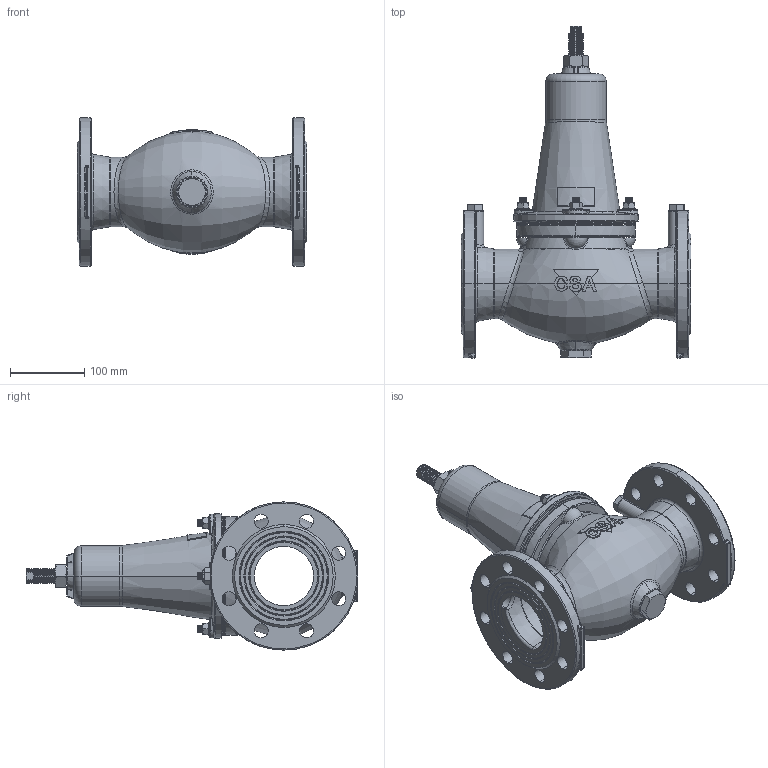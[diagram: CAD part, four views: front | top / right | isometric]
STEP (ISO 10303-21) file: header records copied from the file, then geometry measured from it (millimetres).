
FILE_DESCRIPTION (( 'STEP AP214' ), '1' );
FILE_NAME ('surfaces VRCD VSM DN80.STEP', '2017-08-29T14:54:14', ( '' ), ( '' ), 'SwSTEP 2.0', 'SolidWorks 2017', '' );
FILE_SCHEMA (( 'AUTOMOTIVE_DESIGN' ));
Length unit declared in the file: millimetre
Products named in the file (1): surfaces VRCD VSM DN80
Bounding box: 309.96 x 447.92 x 200 mm (x, y, z)
Surface area: 362967.4 mm2 (no closed solid volume)
Topology: 0 solids, 35 shells, 794 faces, 2187 edges, 1326 vertices
Faces by surface type: cone 208, cylinder 187, bspline 171, plane 122, torus 97, sphere 9
Entity records: 52675 total; most frequent: CARTESIAN_POINT 25606, ORIENTED_EDGE 3743, DIRECTION 3615, EDGE_CURVE 2159, AXIS2_PLACEMENT_3D 1570, VERTEX_POINT 1326, CIRCLE 946, EDGE_LOOP 874
